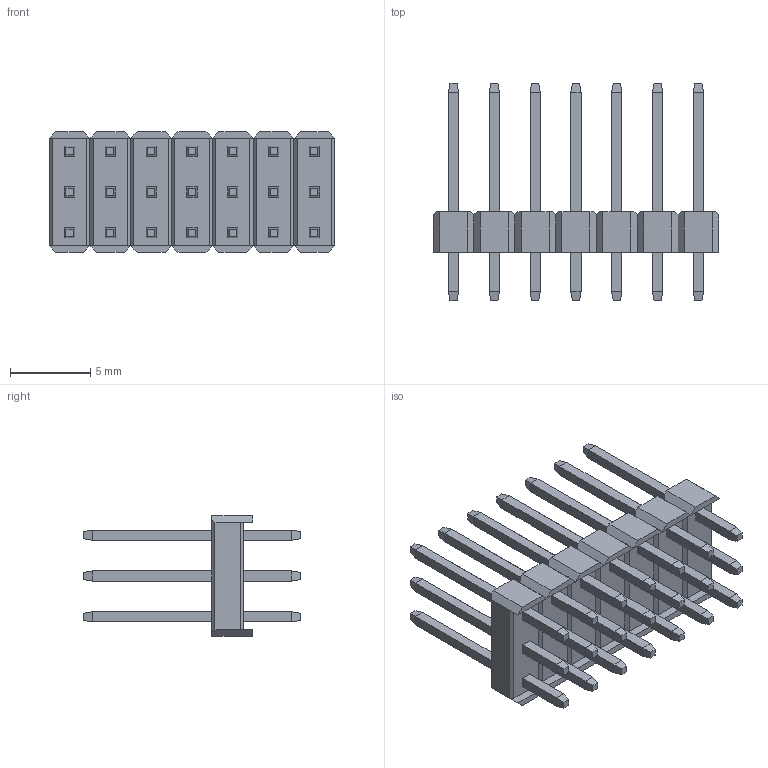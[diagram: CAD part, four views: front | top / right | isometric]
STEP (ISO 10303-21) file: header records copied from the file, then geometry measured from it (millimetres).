
FILE_DESCRIPTION (( 'STEP AP214' ), '1' );
FILE_NAME ('3x7 Male Pin Header.STEP', '2018-11-17T18:46:52', ( 'M.B.I.' ), ( '' ), 'SwSTEP 2.0', '', '' );
FILE_SCHEMA (( 'AUTOMOTIVE_DESIGN' ));
Length unit declared in the file: millimetre
Products named in the file (1): 3x7 Male Pin Header
Bounding box: 17.79 x 13.54 x 7.5 mm (x, y, z)
Volume: 361.4 mm3; surface area: 1238.6 mm2
Topology: 22 solids, 22 shells, 526 faces, 1260 edges, 778 vertices
Faces by surface type: plane 526
Entity records: 14983 total; most frequent: CARTESIAN_POINT 2565, ORIENTED_EDGE 2520, DIRECTION 2314, LINE 1260, VECTOR 1260, EDGE_CURVE 1260, VERTEX_POINT 778, EDGE_LOOP 568
